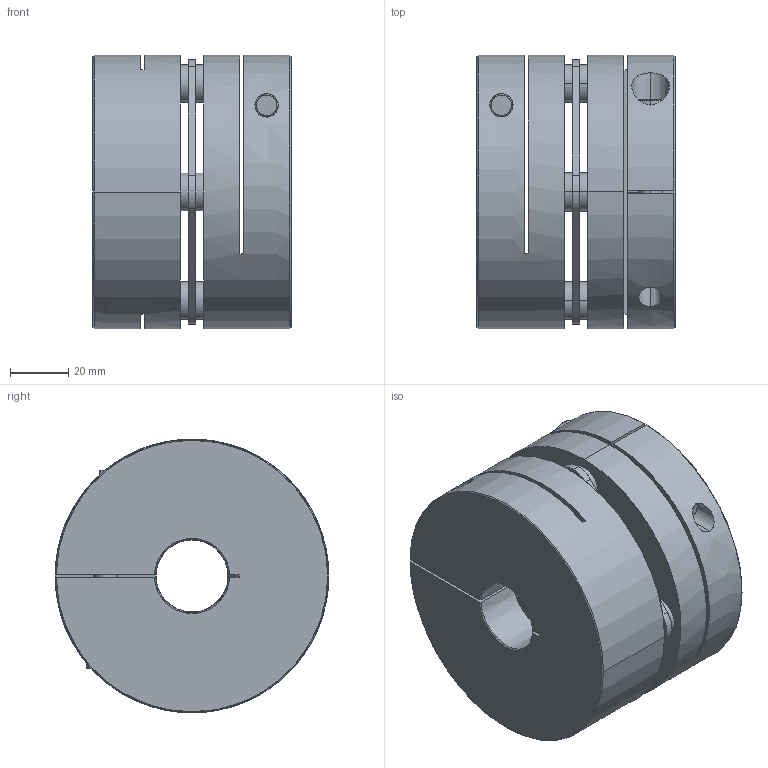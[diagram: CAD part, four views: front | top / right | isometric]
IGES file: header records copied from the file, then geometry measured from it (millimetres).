
Start section: SolidWorks IGES file using analytic representation for surfaces
Global section: file name: CL5-C94.igs; native system: SolidWorks 2010; preprocessor: SolidWorks 2010; author: Josh; date: 110810.013820; units: millimetre
Bounding box: 68 x 94 x 94 mm (x, y, z)
Surface area: 85521.6 mm2 (no closed solid volume)
Topology: 0 solids, 0 shells, 121 faces, 2518 edges, 2518 vertices
Faces by surface type: revolution 63, bspline 58
